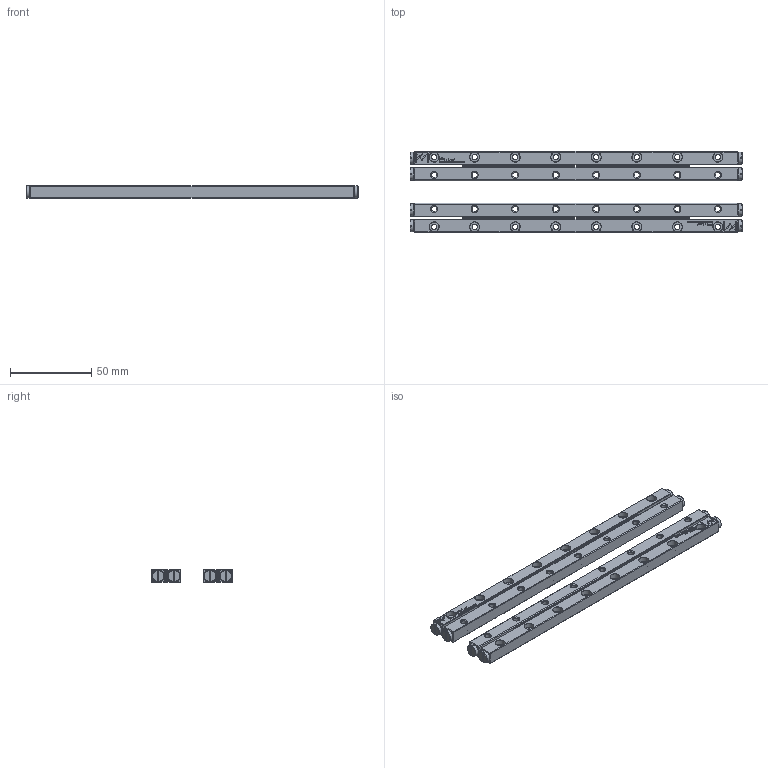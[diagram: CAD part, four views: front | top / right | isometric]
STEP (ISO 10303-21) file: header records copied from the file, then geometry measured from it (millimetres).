
FILE_DESCRIPTION(/* description */ (''),/* implementation_level */ '2;1');
FILE_NAME(/* name */ 'Set RSD-3200x28AA_stp.stp',/* time_stamp */ '2025-02-18T10:50:10+01:00',/* author */ (''),/* organization */ (''),/* preprocessor_version */ 'ST-DEVELOPER v16.7',/* originating_system */ 'SIEMENS PLM Software NX 12.0',/* authorisation */ '');
FILE_SCHEMA (('AUTOMOTIVE_DESIGN { 1 0 10303 214 3 1 1 1 }'));
Products named in the file (1): Set RSD-3200x28AA_stp
Bounding box: 204.8 x 50 x 8 mm (x, y, z)
Volume: 48697.6 mm3; surface area: 37846.9 mm2
Topology: 70 solids, 70 shells, 3528 faces, 9192 edges, 5944 vertices
Faces by surface type: plane 2004, cylinder 940, bspline 360, cone 224
Full cylindrical faces by diameter (mm): 2.6 x8, 3 x64, 3.2 x8, 3.3 x32, 6 x32, 7.5 x8
Entity records: 114932 total; most frequent: CARTESIAN_POINT 22993, ORIENTED_EDGE 17280, DIRECTION 16338, EDGE_CURVE 8640, LINE 5776, VECTOR 5776, VERTEX_POINT 5760, AXIS2_PLACEMENT_3D 5281
